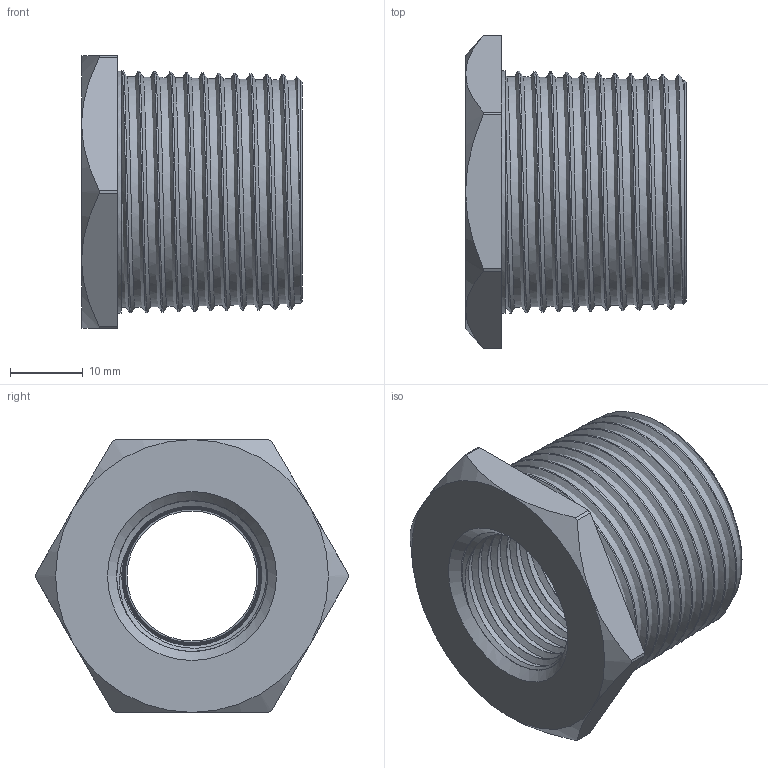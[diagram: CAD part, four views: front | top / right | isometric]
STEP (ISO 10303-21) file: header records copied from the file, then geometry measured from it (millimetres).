
FILE_DESCRIPTION(/* description */ ('Reduzierung NPT 1" x 1/2"'),/* implementation_level */ '2;1');
FILE_NAME(/* name */ 'RX744899-RST.stp',/* time_stamp */ '2021-09-06T11:05:43+02:00',/* author */ ('sl'),/* organization */ (''),/* preprocessor_version */ 'ST-DEVELOPER v16.5',/* originating_system */ 'Autodesk Inventor 2017',/* authorisation */ '');
FILE_SCHEMA (('AUTOMOTIVE_DESIGN { 1 0 10303 214 3 1 1 }'));
Length unit declared in the file: millimetre
Products named in the file (1): RX744899
Bounding box: 30.45 x 43.16 x 37.6 mm (x, y, z)
Volume: 17193.1 mm3; surface area: 12098.1 mm2
Topology: 1 solids, 1 shells, 41 faces, 100 edges, 63 vertices
Faces by surface type: cone 13, plane 12, bspline 8, cylinder 8
Full cylindrical faces by diameter (mm): 17.9 x1, 33.47 x1
Entity records: 7797 total; most frequent: CARTESIAN_POINT 6909, ORIENTED_EDGE 176, DIRECTION 151, EDGE_CURVE 87, AXIS2_PLACEMENT_3D 65, VERTEX_POINT 57, EDGE_LOOP 50, FACE_OUTER_BOUND 40
